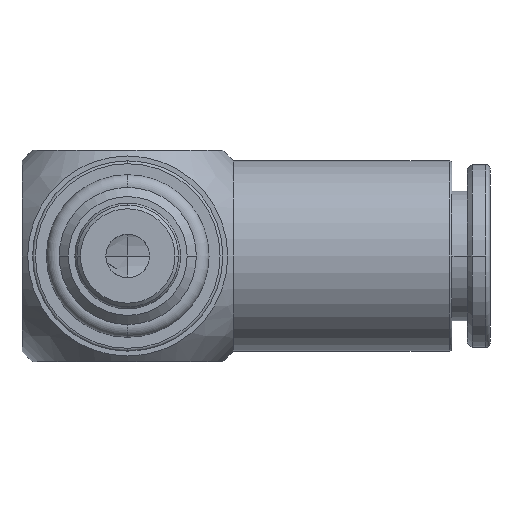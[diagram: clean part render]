
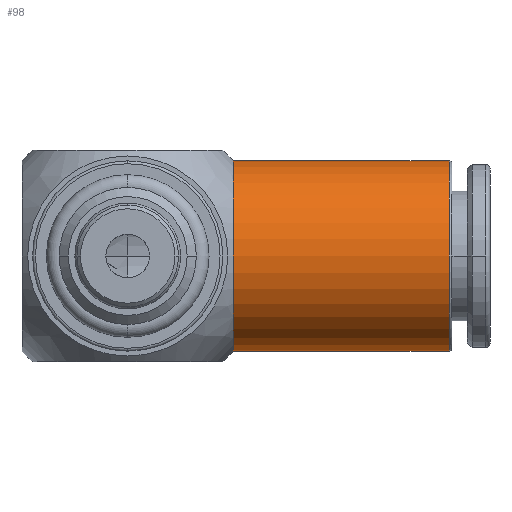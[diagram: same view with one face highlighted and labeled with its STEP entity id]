
A CAD part, front view. The second image highlights one B-rep face of the part: STEP entity #98.
In plain terms, the highlighted cylindrical face has radius 6.75 mm (diameter 13.5 mm), a partial arc.
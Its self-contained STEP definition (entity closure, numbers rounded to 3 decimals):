
#98=ADVANCED_FACE('',(#263),#264,.T.);
#263=FACE_OUTER_BOUND('',#494,.T.);
#264=CYLINDRICAL_SURFACE('',#495,6.75);
#494=EDGE_LOOP('',(#1029,#1030,#1031,#1032,#1033));
#495=AXIS2_PLACEMENT_3D('',#1034,#1035,#1036);
#1029=ORIENTED_EDGE('',*,*,#1601,.T.);
#1030=ORIENTED_EDGE('',*,*,#1665,.F.);
#1031=ORIENTED_EDGE('',*,*,#1666,.F.);
#1032=ORIENTED_EDGE('',*,*,#1602,.T.);
#1033=ORIENTED_EDGE('',*,*,#1667,.F.);
#1034=CARTESIAN_POINT('',(11.5,17.825,0.0));
#1035=DIRECTION('',(1.0,0.0,0.0));
#1036=DIRECTION('',(0.0,0.0,-1.0));
#1601=EDGE_CURVE('',#1907,#1960,#1968,.T.);
#1602=EDGE_CURVE('',#1963,#1921,#1969,.T.);
#1665=EDGE_CURVE('',#2071,#1960,#2072,.T.);
#1666=EDGE_CURVE('',#1963,#2071,#2073,.T.);
#1667=EDGE_CURVE('',#1907,#1921,#2074,.T.);
#1907=VERTEX_POINT('',#2377);
#1921=VERTEX_POINT('',#2391);
#1960=VERTEX_POINT('',#2482);
#1963=VERTEX_POINT('',#2485);
#1968=LINE('',#2490,#2491);
#1969=LINE('',#2492,#2493);
#2071=VERTEX_POINT('',#2779);
#2072=CIRCLE('',#2780,6.75);
#2073=CIRCLE('',#2781,6.75);
#2074=CIRCLE('',#2782,6.75);
#2377=CARTESIAN_POINT('',(7.5,17.825,-6.75));
#2391=CARTESIAN_POINT('',(7.5,17.825,6.75));
#2482=CARTESIAN_POINT('',(22.8,17.825,-6.75));
#2485=CARTESIAN_POINT('',(22.8,17.825,6.75));
#2490=CARTESIAN_POINT('',(11.5,17.825,-6.75));
#2491=VECTOR('',#3420,1.0);
#2492=CARTESIAN_POINT('',(11.5,17.825,6.75));
#2493=VECTOR('',#3421,1.0);
#2779=CARTESIAN_POINT('',(22.8,11.075,0.0));
#2780=AXIS2_PLACEMENT_3D('',#3541,#3542,#3543);
#2781=AXIS2_PLACEMENT_3D('',#3544,#3545,#3546);
#2782=AXIS2_PLACEMENT_3D('',#3547,#3548,#3549);
#3420=DIRECTION('',(1.0,0.0,0.0));
#3421=DIRECTION('',(-1.0,-0.0,-0.0));
#3541=CARTESIAN_POINT('',(22.8,17.825,0.0));
#3542=DIRECTION('',(1.0,0.0,0.0));
#3543=DIRECTION('',(0.0,0.0,-1.0));
#3544=CARTESIAN_POINT('',(22.8,17.825,0.0));
#3545=DIRECTION('',(1.0,0.0,0.0));
#3546=DIRECTION('',(0.0,0.0,-1.0));
#3547=CARTESIAN_POINT('',(7.5,17.825,0.0));
#3548=DIRECTION('',(-1.0,-0.0,-0.0));
#3549=DIRECTION('',(0.0,0.0,-1.0));
